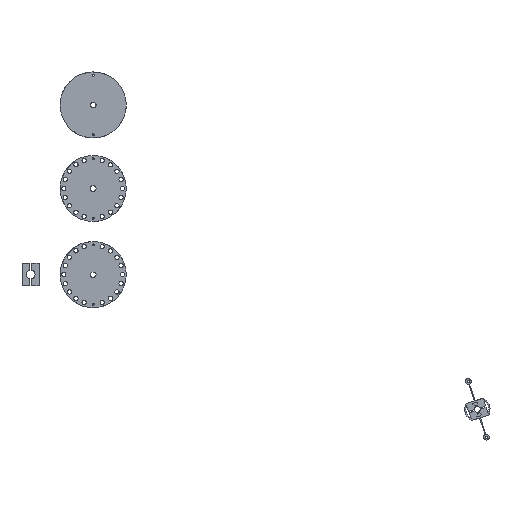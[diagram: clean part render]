
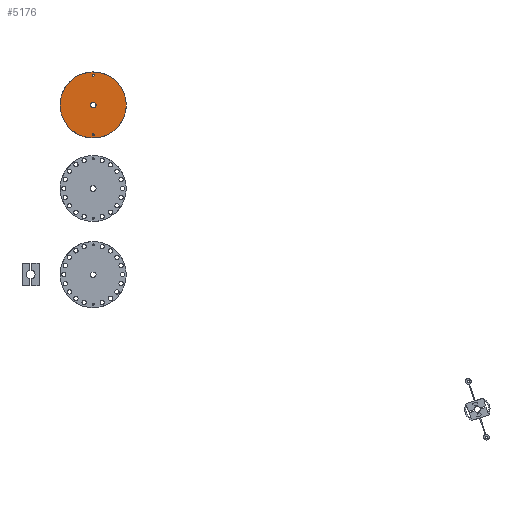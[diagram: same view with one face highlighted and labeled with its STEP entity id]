
A CAD part, top view. The second image highlights one B-rep face of the part: STEP entity #5176.
In plain terms, the highlighted planar face has unit normal (0, 0, 1).
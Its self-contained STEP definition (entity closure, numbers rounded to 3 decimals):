
#184=FACE_BOUND('',#987,.T.);
#185=FACE_BOUND('',#988,.T.);
#186=FACE_BOUND('',#989,.T.);
#321=PLANE('',#5754);
#587=FACE_OUTER_BOUND('',#986,.T.);
#986=EDGE_LOOP('',(#4760));
#987=EDGE_LOOP('',(#4761));
#988=EDGE_LOOP('',(#4762));
#989=EDGE_LOOP('',(#4763,#4764,#4765));
#1407=LINE('',#8766,#1831);
#1831=VECTOR('',#7253,10.);
#2124=CIRCLE('',#5748,4.);
#2126=CIRCLE('',#5750,4.);
#2127=CIRCLE('',#5755,46.104);
#2128=CIRCLE('',#5756,1.35);
#2129=CIRCLE('',#5757,1.35);
#2600=VERTEX_POINT('',#8764);
#2601=VERTEX_POINT('',#8765);
#2606=VERTEX_POINT('',#8783);
#2608=VERTEX_POINT('',#8793);
#2609=VERTEX_POINT('',#8795);
#2610=VERTEX_POINT('',#8797);
#3317=EDGE_CURVE('',#2600,#2601,#1407,.T.);
#3326=EDGE_CURVE('',#2601,#2606,#2124,.T.);
#3329=EDGE_CURVE('',#2606,#2600,#2126,.T.);
#3330=EDGE_CURVE('',#2608,#2608,#2127,.F.);
#3331=EDGE_CURVE('',#2609,#2609,#2128,.T.);
#3332=EDGE_CURVE('',#2610,#2610,#2129,.T.);
#4760=ORIENTED_EDGE('',*,*,#3330,.F.);
#4761=ORIENTED_EDGE('',*,*,#3331,.T.);
#4762=ORIENTED_EDGE('',*,*,#3332,.T.);
#4763=ORIENTED_EDGE('',*,*,#3326,.F.);
#4764=ORIENTED_EDGE('',*,*,#3317,.F.);
#4765=ORIENTED_EDGE('',*,*,#3329,.F.);
#5176=ADVANCED_FACE('',(#587,#184,#185,#186),#321,.T.);
#5748=AXIS2_PLACEMENT_3D('',#8784,#7273,#7274);
#5750=AXIS2_PLACEMENT_3D('',#8788,#7278,#7279);
#5754=AXIS2_PLACEMENT_3D('',#8792,#7286,#7287);
#5755=AXIS2_PLACEMENT_3D('',#8794,#7288,#7289);
#5756=AXIS2_PLACEMENT_3D('',#8796,#7290,#7291);
#5757=AXIS2_PLACEMENT_3D('',#8798,#7292,#7293);
#7253=DIRECTION('',(-1.,0.,0.));
#7273=DIRECTION('center_axis',(0.,0.,
1.));
#7274=DIRECTION('ref_axis',(1.,0.,0.));
#7278=DIRECTION('center_axis',(0.,0.,
1.));
#7279=DIRECTION('ref_axis',(1.,0.,0.));
#7286=DIRECTION('center_axis',(0.,0.,1.));
#7287=DIRECTION('ref_axis',(1.,0.,0.));
#7288=DIRECTION('center_axis',(0.,0.,1.));
#7289=DIRECTION('ref_axis',(-0.951,0.309,0.));
#7290=DIRECTION('center_axis',(0.,0.,-1.));
#7291=DIRECTION('ref_axis',(-0.951,0.309,0.));
#7292=DIRECTION('center_axis',(0.,0.,-1.));
#7293=DIRECTION('ref_axis',(-0.951,0.309,0.));
#8764=CARTESIAN_POINT('',(-534.434,428.432,-60.982));
#8765=CARTESIAN_POINT('',(-538.12,428.432,-60.982));
#8766=CARTESIAN_POINT('',(-534.434,428.432,-60.982));
#8783=CARTESIAN_POINT('',(-540.144,423.859,-60.982));
#8784=CARTESIAN_POINT('Origin',(-536.277,424.882,-60.982));
#8788=CARTESIAN_POINT('Origin',(-536.277,424.882,-60.982));
#8792=CARTESIAN_POINT('Origin',(-536.277,424.882,-60.982));
#8793=CARTESIAN_POINT('',(-492.43,410.635,-60.982));
#8794=CARTESIAN_POINT('Origin',(-536.277,424.882,-60.982));
#8795=CARTESIAN_POINT('',(-534.993,465.841,-60.982));
#8796=CARTESIAN_POINT('Origin',(-536.277,466.258,-60.982));
#8797=CARTESIAN_POINT('',(-534.993,383.089,-60.982));
#8798=CARTESIAN_POINT('Origin',(-536.277,383.506,-60.982));
